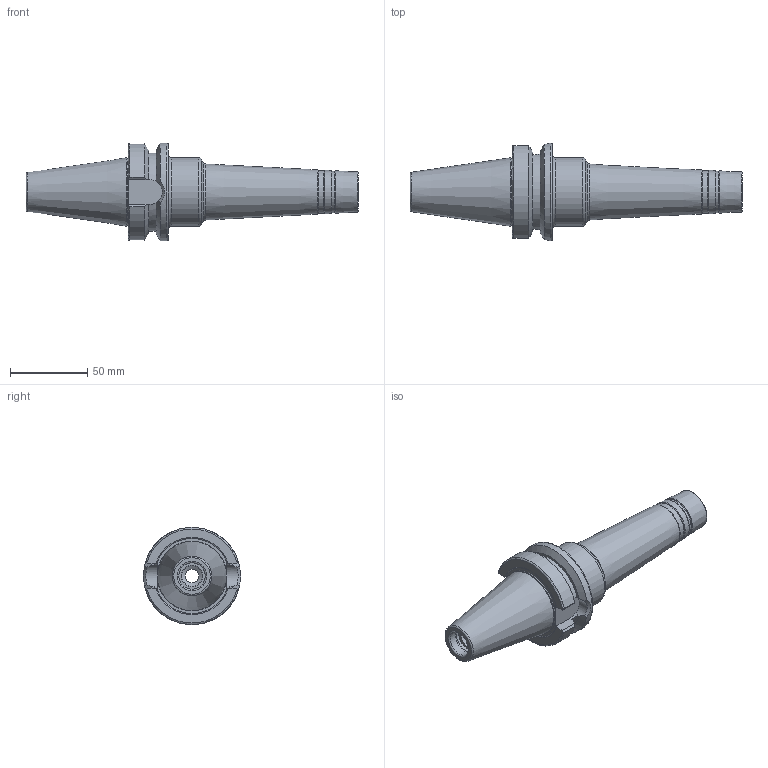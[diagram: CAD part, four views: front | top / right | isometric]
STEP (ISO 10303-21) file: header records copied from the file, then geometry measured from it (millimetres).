
FILE_DESCRIPTION(/* description */ (''),/* implementation_level */ '2;1');
FILE_NAME(/* name */ 'WE034HMC.stp',/* time_stamp */ '2023-07-17T08:54:35+09:00',/* author */ ('YSH'),/* organization */ (''),/* preprocessor_version */ 'ST-DEVELOPER v18.1',/* originating_system */ 'Autodesk Inventor 2022',/* authorisation */ '');
FILE_SCHEMA (('AUTOMOTIVE_DESIGN { 1 0 10303 214 3 1 1 }'));
Length unit declared in the file: millimetre
Products named in the file (1): LO-CBT40-HMC12.7-150
Bounding box: 215.4 x 63 x 63 mm (x, y, z)
Volume: 223232.2 mm3; surface area: 38734.3 mm2
Topology: 1 solids, 1 shells, 81 faces, 195 edges, 120 vertices
Faces by surface type: plane 24, cone 21, torus 18, cylinder 16, bspline 2
Full cylindrical faces by diameter (mm): 8.917 x1, 12.7 x1, 13.3 x1, 13.5 x1, 13.835 x1, 17 x1, 17.6 x1, 44 x1, 44.5 x1, 63 x1
Entity records: 2578 total; most frequent: CARTESIAN_POINT 650, DIRECTION 415, ORIENTED_EDGE 390, EDGE_CURVE 195, AXIS2_PLACEMENT_3D 173, VERTEX_POINT 120, CIRCLE 93, EDGE_LOOP 87
